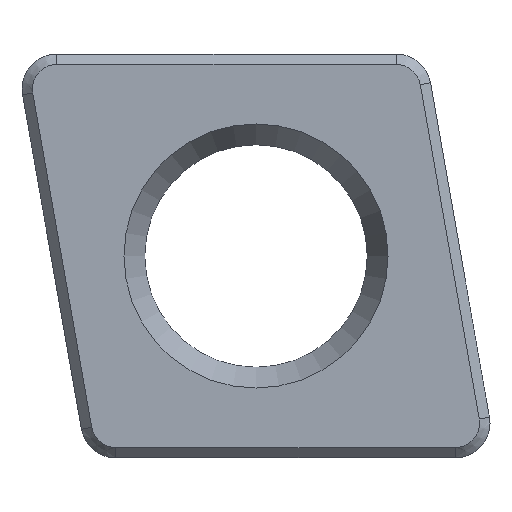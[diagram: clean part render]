
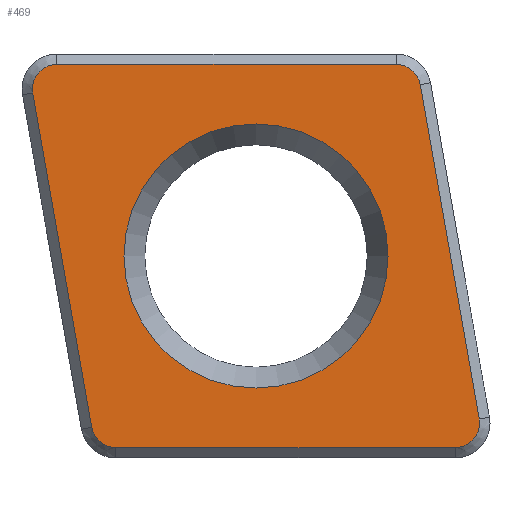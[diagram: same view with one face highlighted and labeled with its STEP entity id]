
A CAD part, front view. The second image highlights one B-rep face of the part: STEP entity #469.
In plain terms, the highlighted planar face has unit normal (0, -1, 0).
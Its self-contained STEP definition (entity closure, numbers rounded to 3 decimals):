
#7 = VECTOR ( 'NONE', #537, 1000. ) ;
#8 = VERTEX_POINT ( 'NONE', #344 ) ;
#10 = CARTESIAN_POINT ( 'NONE',  ( -2.049, -3.18, 0.3 ) ) ;
#11 = EDGE_CURVE ( 'NONE', #579, #514, #394, .T. ) ;
#12 = LINE ( 'NONE', #70, #7 ) ;
#13 = DIRECTION ( 'NONE',  ( 0., 0., -1. ) ) ;
#68 = ORIENTED_EDGE ( 'NONE', *, *, #183, .T. ) ;
#70 = CARTESIAN_POINT ( 'NONE',  ( -2.049, -3.18, 11.32 ) ) ;
#75 = DIRECTION ( 'NONE',  ( 0., -1., 0. ) ) ;
#112 = CARTESIAN_POINT ( 'NONE',  ( -6.924, -3.18, 5.81 ) ) ;
#113 = FACE_OUTER_BOUND ( 'NONE', #127, .T. ) ;
#116 = AXIS2_PLACEMENT_3D ( 'NONE', #421, #284, #505 ) ;
#117 = VECTOR ( 'NONE', #501, 1000. ) ;
#122 = AXIS2_PLACEMENT_3D ( 'NONE', #203, #161, #13 ) ;
#124 = CIRCLE ( 'NONE', #200, 0.7 ) ;
#127 = EDGE_LOOP ( 'NONE', ( #465, #323, #412, #68, #486, #475, #534, #188 ) ) ;
#133 = CIRCLE ( 'NONE', #316, 3.8 ) ;
#134 = CARTESIAN_POINT ( 'NONE',  ( -12.656, -3.18, 11.32 ) ) ;
#145 = CARTESIAN_POINT ( 'NONE',  ( -6.924, -3.18, 9.61 ) ) ;
#161 = DIRECTION ( 'NONE',  ( 0., -1., 0. ) ) ;
#165 = DIRECTION ( 'NONE',  ( 0., 0., 1. ) ) ;
#172 = VERTEX_POINT ( 'NONE', #277 ) ;
#183 = EDGE_CURVE ( 'NONE', #346, #293, #298, .T. ) ;
#188 = ORIENTED_EDGE ( 'NONE', *, *, #427, .T. ) ;
#200 = AXIS2_PLACEMENT_3D ( 'NONE', #539, #546, #220 ) ;
#203 = CARTESIAN_POINT ( 'NONE',  ( -12.656, -3.18, 10.62 ) ) ;
#218 = CARTESIAN_POINT ( 'NONE',  ( -2.344, -3.18, 11.568 ) ) ;
#220 = DIRECTION ( 'NONE',  ( 0., 0., -1. ) ) ;
#229 = DIRECTION ( 'NONE',  ( 0.174, 0., -0.985 ) ) ;
#231 = CARTESIAN_POINT ( 'NONE',  ( -11.65, -3.18, 0.878 ) ) ;
#250 = FACE_BOUND ( 'NONE', #263, .T. ) ;
#263 = EDGE_LOOP ( 'NONE', ( #386 ) ) ;
#265 = DIRECTION ( 'NONE',  ( 0., 0., -1. ) ) ;
#266 = EDGE_CURVE ( 'NONE', #611, #172, #511, .T. ) ;
#269 = LINE ( 'NONE', #498, #367 ) ;
#270 = CARTESIAN_POINT ( 'NONE',  ( -10.96, -3.18, 1. ) ) ;
#276 = CARTESIAN_POINT ( 'NONE',  ( -2.049, -3.18, 11.62 ) ) ;
#277 = CARTESIAN_POINT ( 'NONE',  ( -13.346, -3.18, 10.498 ) ) ;
#278 = CIRCLE ( 'NONE', #116, 0.7 ) ;
#281 = EDGE_CURVE ( 'NONE', #8, #611, #12, .T. ) ;
#284 = DIRECTION ( 'NONE',  ( 0., -1., 0. ) ) ;
#292 = LINE ( 'NONE', #10, #471 ) ;
#293 = VERTEX_POINT ( 'NONE', #527 ) ;
#298 = LINE ( 'NONE', #218, #117 ) ;
#301 = EDGE_CURVE ( 'NONE', #514, #495, #292, .T. ) ;
#302 = DIRECTION ( 'NONE',  ( 1., 0., 0. ) ) ;
#316 = AXIS2_PLACEMENT_3D ( 'NONE', #112, #478, #165 ) ;
#323 = ORIENTED_EDGE ( 'NONE', *, *, #301, .T. ) ;
#344 = CARTESIAN_POINT ( 'NONE',  ( -2.888, -3.18, 11.32 ) ) ;
#346 = VERTEX_POINT ( 'NONE', #526 ) ;
#347 = EDGE_CURVE ( 'NONE', #528, #528, #133, .T. ) ;
#367 = VECTOR ( 'NONE', #229, 1000. ) ;
#386 = ORIENTED_EDGE ( 'NONE', *, *, #347, .T. ) ;
#394 = CIRCLE ( 'NONE', #577, 0.7 ) ;
#407 = CARTESIAN_POINT ( 'NONE',  ( -1.192, -3.18, 0.3 ) ) ;
#412 = ORIENTED_EDGE ( 'NONE', *, *, #552, .T. ) ;
#415 = CARTESIAN_POINT ( 'NONE',  ( -10.96, -3.18, 0.3 ) ) ;
#421 = CARTESIAN_POINT ( 'NONE',  ( -1.192, -3.18, 1. ) ) ;
#427 = EDGE_CURVE ( 'NONE', #172, #579, #269, .T. ) ;
#433 = AXIS2_PLACEMENT_3D ( 'NONE', #276, #75, #444 ) ;
#434 = EDGE_CURVE ( 'NONE', #293, #8, #124, .T. ) ;
#444 = DIRECTION ( 'NONE',  ( 0., 0., -1. ) ) ;
#465 = ORIENTED_EDGE ( 'NONE', *, *, #11, .T. ) ;
#469 = ADVANCED_FACE ( 'NONE', ( #250, #113 ), #588, .T. ) ;
#471 = VECTOR ( 'NONE', #302, 1000. ) ;
#475 = ORIENTED_EDGE ( 'NONE', *, *, #281, .T. ) ;
#478 = DIRECTION ( 'NONE',  ( 0., 1., 0. ) ) ;
#486 = ORIENTED_EDGE ( 'NONE', *, *, #434, .T. ) ;
#495 = VERTEX_POINT ( 'NONE', #407 ) ;
#498 = CARTESIAN_POINT ( 'NONE',  ( -13.197, -3.18, 9.654 ) ) ;
#501 = DIRECTION ( 'NONE',  ( -0.174, 0., 0.985 ) ) ;
#505 = DIRECTION ( 'NONE',  ( 0., 0., -1. ) ) ;
#511 = CIRCLE ( 'NONE', #122, 0.7 ) ;
#514 = VERTEX_POINT ( 'NONE', #415 ) ;
#526 = CARTESIAN_POINT ( 'NONE',  ( -0.502, -3.18, 1.122 ) ) ;
#527 = CARTESIAN_POINT ( 'NONE',  ( -2.199, -3.18, 10.742 ) ) ;
#528 = VERTEX_POINT ( 'NONE', #145 ) ;
#534 = ORIENTED_EDGE ( 'NONE', *, *, #266, .T. ) ;
#537 = DIRECTION ( 'NONE',  ( -1., 0., 0. ) ) ;
#539 = CARTESIAN_POINT ( 'NONE',  ( -2.888, -3.18, 10.62 ) ) ;
#546 = DIRECTION ( 'NONE',  ( 0., -1., 0. ) ) ;
#552 = EDGE_CURVE ( 'NONE', #495, #346, #278, .T. ) ;
#577 = AXIS2_PLACEMENT_3D ( 'NONE', #270, #587, #265 ) ;
#579 = VERTEX_POINT ( 'NONE', #231 ) ;
#587 = DIRECTION ( 'NONE',  ( 0., -1., 0. ) ) ;
#588 = PLANE ( 'NONE',  #433 ) ;
#611 = VERTEX_POINT ( 'NONE', #134 ) ;
